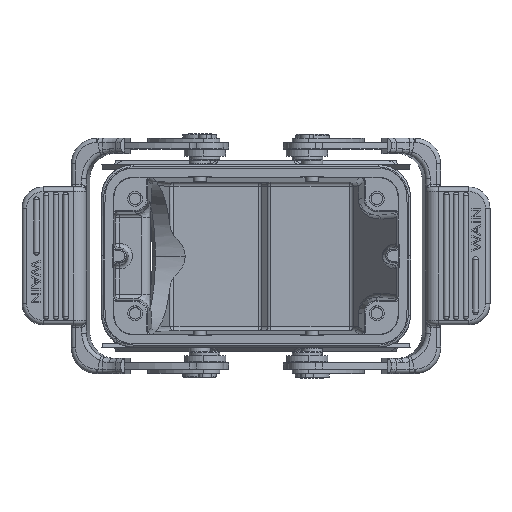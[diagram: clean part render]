
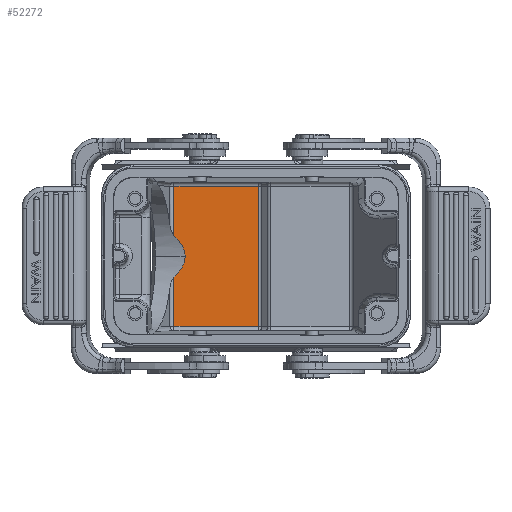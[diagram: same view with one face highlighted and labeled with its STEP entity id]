
A CAD part, top view. The second image highlights one B-rep face of the part: STEP entity #52272.
In plain terms, the highlighted planar face has unit normal (0, 0, 1).
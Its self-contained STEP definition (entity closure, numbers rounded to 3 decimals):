
#13899=CARTESIAN_POINT('',(-19.341,4.875,-67.));
#13900=CARTESIAN_POINT('',(-18.594,4.198,-67.));
#13901=CARTESIAN_POINT('',(-17.325,2.747,-67.));
#13902=CARTESIAN_POINT('',(-16.704,1.007,-67.));
#13903=CARTESIAN_POINT('',(-16.704,0.,-67.));
#13939=CARTESIAN_POINT('',(-16.704,0.,-67.));
#13940=CARTESIAN_POINT('',(-16.704,-1.007,-67.));
#13941=CARTESIAN_POINT('',(-17.325,-2.747,-67.));
#13942=CARTESIAN_POINT('',(-18.594,-4.198,-67.));
#13943=CARTESIAN_POINT('',(-19.341,-4.875,-67.));
#13974=DIRECTION('',(0.,-1.,0.));
#13975=VECTOR('',#13974,33.017);
#13976=CARTESIAN_POINT('',(0.678,16.508,-67.));
#13977=LINE('',#13976,#13975);
#13991=CARTESIAN_POINT('',(-19.341,4.875,-67.));
#13997=DIRECTION('',(0.,-1.,0.));
#13998=VECTOR('',#13997,11.634);
#13999=CARTESIAN_POINT('',(-19.341,16.508,-67.));
#14000=LINE('',#13999,#13998);
#14001=CARTESIAN_POINT('',(-19.341,-4.875,-67.));
#14016=DIRECTION('',(0.,-1.,0.));
#14017=VECTOR('',#14016,11.634);
#14018=CARTESIAN_POINT('',(-19.341,-4.875,-67.));
#14019=LINE('',#14018,#14017);
#14743=DIRECTION('',(1.,0.,0.));
#14744=VECTOR('',#14743,20.018);
#14745=CARTESIAN_POINT('',(-19.341,-16.508,-67.));
#14746=LINE('',#14745,#14744);
#14915=DIRECTION('',(-1.,0.,0.));
#14916=VECTOR('',#14915,20.018);
#14917=CARTESIAN_POINT('',(0.678,16.508,-67.));
#14918=LINE('',#14917,#14916);
#23237=CARTESIAN_POINT('',(0.678,16.508,-67.));
#23238=VERTEX_POINT('',#23237);
#23239=CARTESIAN_POINT('',(0.678,-16.508,-67.));
#23240=VERTEX_POINT('',#23239);
#23241=CARTESIAN_POINT('',(-19.341,-16.508,-67.));
#23242=VERTEX_POINT('',#23241);
#23243=CARTESIAN_POINT('',(-19.341,16.508,-67.));
#23244=VERTEX_POINT('',#23243);
#27242=VERTEX_POINT('',#14001);
#27243=VERTEX_POINT('',#13991);
#27251=VERTEX_POINT('',#13903);
#52253=CARTESIAN_POINT('',(1.092,-18.5,-67.));
#52254=DIRECTION('',(0.,0.,-1.));
#52255=DIRECTION('',(-1.,0.,0.));
#52256=AXIS2_PLACEMENT_3D('',#52253,#52254,#52255);
#52257=PLANE('',#52256);
#52258=ORIENTED_EDGE('',*,*,#52236,.F.);
#52259=ORIENTED_EDGE('',*,*,#52017,.F.);
#52261=ORIENTED_EDGE('',*,*,#52260,.F.);
#52263=ORIENTED_EDGE('',*,*,#52262,.F.);
#52265=ORIENTED_EDGE('',*,*,#52264,.T.);
#52267=ORIENTED_EDGE('',*,*,#52266,.F.);
#52269=ORIENTED_EDGE('',*,*,#52268,.F.);
#52270=EDGE_LOOP('',(#52258,#52259,#52261,#52263,#52265,#52267,#52269));
#52271=FACE_OUTER_BOUND('',#52270,.F.);
#52272=ADVANCED_FACE('',(#52271),#52257,.F.);
#13904=B_SPLINE_CURVE_WITH_KNOTS('',3,(#13899,#13900,#13901,#13902,#13903),
.UNSPECIFIED.,.F.,.F.,(4,1,4),(0.,0.5,1.),.UNSPECIFIED.);
#13944=B_SPLINE_CURVE_WITH_KNOTS('',3,(#13939,#13940,#13941,#13942,#13943),
.UNSPECIFIED.,.F.,.F.,(4,1,4),(0.,0.5,1.),.UNSPECIFIED.);
#52017=EDGE_CURVE('',#27243,#27251,#13904,.T.);
#52236=EDGE_CURVE('',#27251,#27242,#13944,.T.);
#52260=EDGE_CURVE('',#23244,#27243,#14000,.T.);
#52262=EDGE_CURVE('',#23238,#23244,#14918,.T.);
#52264=EDGE_CURVE('',#23238,#23240,#13977,.T.);
#52266=EDGE_CURVE('',#23242,#23240,#14746,.T.);
#52268=EDGE_CURVE('',#27242,#23242,#14019,.T.);
